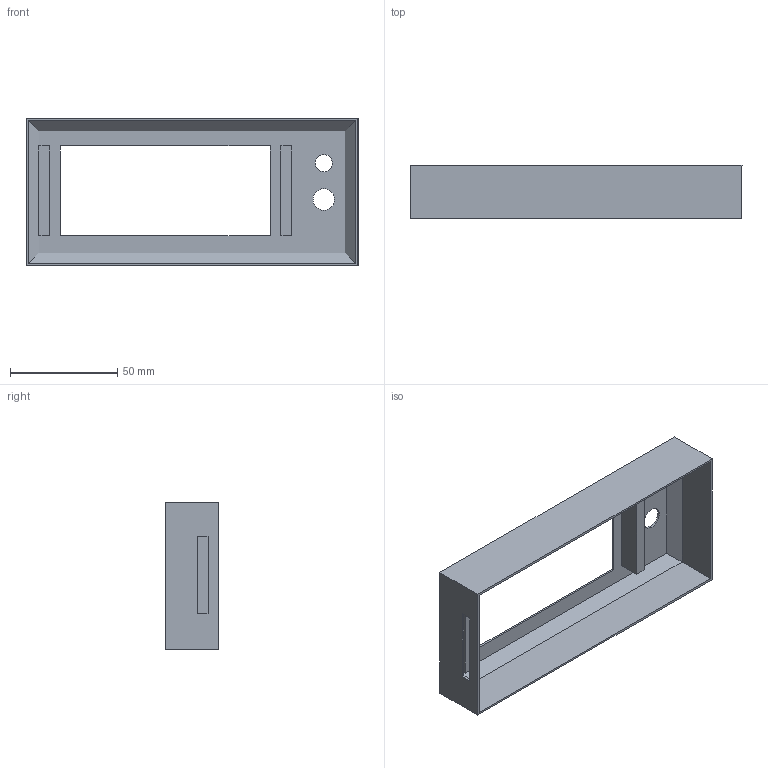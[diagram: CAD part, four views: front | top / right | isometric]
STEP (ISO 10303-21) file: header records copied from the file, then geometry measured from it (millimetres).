
FILE_DESCRIPTION(/* description */ (''),/* implementation_level */ '2;1');
FILE_NAME(/* name */ 'marlin ramps lcd v5.stp',/* time_stamp */ '2021-10-12T21:20:08+01:00',/* author */ (''),/* organization */ (''),/* preprocessor_version */ 'ST-DEVELOPER v18.1',/* originating_system */ 'Autodesk Translation Framework v10.10.0.1391',/* authorisation */ '');
FILE_SCHEMA (('AUTOMOTIVE_DESIGN { 1 0 10303 214 3 1 1 }'));
Length unit declared in the file: millimetre
Products named in the file (2): marlin ramps lcd; Component4
Assembly tree (1 placements, depth 2):
  marlin ramps lcd
    Component4
Bounding box: 155 x 25 x 69 mm (x, y, z)
Volume: 26459.5 mm3; surface area: 35268.8 mm2
Topology: 1 solids, 1 shells, 35 faces, 87 edges, 56 vertices
Faces by surface type: plane 33, cylinder 2
Full cylindrical faces by diameter (mm): 8 x1, 10 x1
Entity records: 1086 total; most frequent: CARTESIAN_POINT 181, ORIENTED_EDGE 174, DIRECTION 167, EDGE_CURVE 87, LINE 83, VECTOR 83, VERTEX_POINT 56, EDGE_LOOP 45
